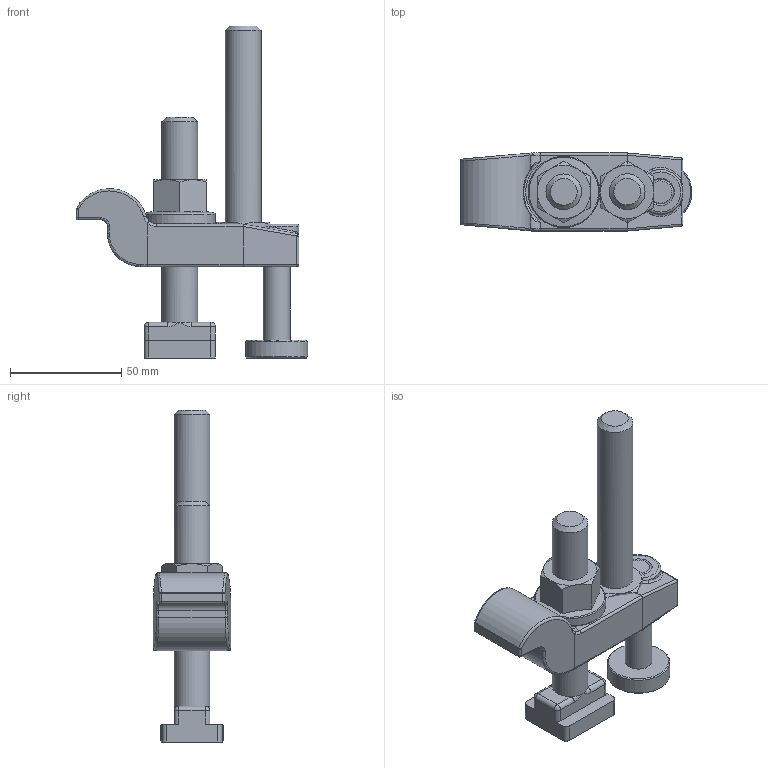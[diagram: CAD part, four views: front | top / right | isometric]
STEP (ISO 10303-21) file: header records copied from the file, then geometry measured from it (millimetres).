
FILE_DESCRIPTION( ( 'Unknown' ), '1' );
FILE_NAME( 'CP28-ZC-40.stp', 'Unknown', ( 'Unknown' ), ( 'Unknown' ), 'XStep 1.0', 'Unknown', ' ' );
FILE_SCHEMA( ( 'CONFIG_CONTROL_DESIGN' ) );
Length unit declared in the file: millimetre
Products named in the file (5): Assem1; 1; 2; 3; 4
Bounding box: 104 x 35 x 149 mm (x, y, z)
Volume: 210968.7 mm3; surface area: 56594 mm2
Topology: 8 solids, 8 shells, 356 faces, 818 edges, 432 vertices
Faces by surface type: cylinder 126, plane 78, bspline 58, sphere 44, cone 30, torus 20
Full cylindrical faces by diameter (mm): 10.2 x2, 12 x2, 14 x2, 16 x2, 28 x2, 32 x2
Entity records: 6566 total; most frequent: CARTESIAN_POINT 2672, DIRECTION 808, ORIENTED_EDGE 724, EDGE_CURVE 362, AXIS2_PLACEMENT_3D 341, VERTEX_POINT 210, EDGE_LOOP 202, FACE_OUTER_BOUND 186
